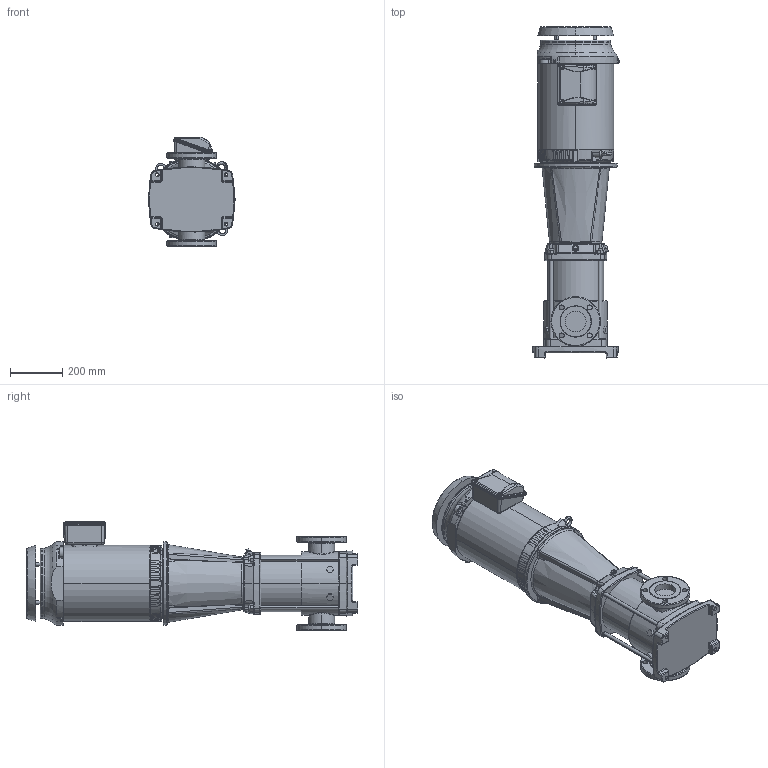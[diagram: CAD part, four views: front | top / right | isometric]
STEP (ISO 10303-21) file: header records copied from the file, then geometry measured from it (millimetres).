
FILE_DESCRIPTION (( 'STEP AP203' ), '1' );
FILE_NAME ('3303116 - MVI-225-2_1-15 HP-254TC-304-E-230_460~3.step', '2022-03-30T19:02:57', ( '' ), ( '' ), 'SwSTEP 2.0', 'SolidWorks 2021', '' );
FILE_SCHEMA (( 'CONFIG_CONTROL_DESIGN' ));
Length unit declared in the file: inch
Products named in the file (5): 2700100 - NEMA V2 15 HP 254_6TC 208-230_460~3 TEFC; 3303116 - MVI-225-2_1-15 HP-254TC-304-E-230_460~3; TEFC MOTOR_2700100 - NEMA V2 15 HP 254_6TC 208-230_460~3 TEFC; MVI PEO - [304-EPDM]_3304116 - MVI-225-2_1-15 HP-254TC-304-E-S; sbi_n_45-2_1_flange(NEMA)
Assembly tree (4 placements, depth 3):
  3303116 - MVI-225-2_1-15 HP-254TC-304-E-230_460~3
    MVI PEO - [304-EPDM]_3304116 - MVI-225-2_1-15 HP-254TC-304-E-S
      sbi_n_45-2_1_flange(NEMA)
    TEFC MOTOR_2700100 - NEMA V2 15 HP 254_6TC 208-230_460~3 TEFC
      2700100 - NEMA V2 15 HP 254_6TC 208-230_460~3 TEFC
Bounding box: 332.39 x 1276.3 x 422.49 mm (x, y, z)
Volume: 71284907.2 mm3; surface area: 1975921.5 mm2
Topology: 2 solids, 28 shells, 5663 faces, 14870 edges, 9746 vertices
Faces by surface type: plane 2826, cylinder 2138, bspline 303, cone 278, torus 115, sphere 3
Entity records: 206535 total; most frequent: CARTESIAN_POINT 65992, ORIENTED_EDGE 29672, DIRECTION 28874, EDGE_CURVE 14836, AXIS2_PLACEMENT_3D 10216, VERTEX_POINT 9746, VECTOR 8442, LINE 8442
